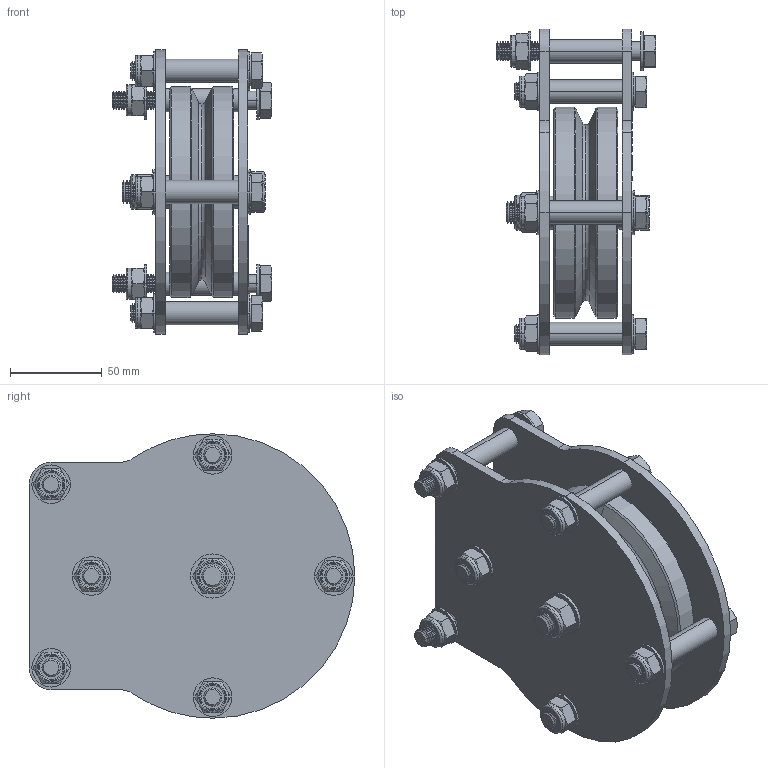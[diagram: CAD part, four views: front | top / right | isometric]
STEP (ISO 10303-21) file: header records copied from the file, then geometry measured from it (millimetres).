
FILE_DESCRIPTION (( 'STEP AP203' ), '1' );
FILE_NAME ('T42901.STEP', '2018-07-26T09:50:19', ( '' ), ( '' ), 'SwSTEP 2.0', 'SolidWorks 2016', '' );
FILE_SCHEMA (( 'CONFIG_CONTROL_DESIGN' ));
Length unit declared in the file: millimetre
Products named in the file (19): S2610; B Washer_Bright washer BS 4320 - M10 (Form B); T42901; B Washer_Bright washer BS 4320 - M12 (Form B); Hex Bolt_ISO 4016 - M10 x 80 x 26-WS; TH769; S2610-3; S2610-2; PULLEY_LABEL; S2610-4; Hex Bolt_ISO 4016 - M10 x 65 x 26-WS; TH766; SW3dPS-nyloc nut, st stl a2 iso_M12 NYLOC; SW3dPS-nyloc nut, st stl a2 iso_M10 NYLOC; Hex Bolt_ISO 4016 - M12 x 70 x 30-WS; TH801; S2610-1; S1930; S2610-5
Assembly tree (55 placements, depth 3):
  T42901
    TH769
    S2610  x2
      S2610-1
      S2610-2
      S2610-3
      S2610-4
      S2610-5
    S1930  x2
    TH766  x2
    TH801  x6
    PULLEY_LABEL
    B Washer_Bright washer BS 4320 - M10 (Form B)  x12
    SW3dPS-nyloc nut, st stl a2 iso_M10 NYLOC  x6
    Hex Bolt_ISO 4016 - M10 x 80 x 26-WS  x2
    Hex Bolt_ISO 4016 - M10 x 65 x 26-WS  x4
    B Washer_Bright washer BS 4320 - M12 (Form B)  x2
    SW3dPS-nyloc nut, st stl a2 iso_M12 NYLOC
    Hex Bolt_ISO 4016 - M12 x 70 x 30-WS
Bounding box: 86.85 x 177.5 x 155 mm (x, y, z)
Volume: 629863.7 mm3; surface area: 218323.4 mm2
Topology: 66 solids, 66 shells, 2772 faces, 7082 edges, 4540 vertices
Faces by surface type: plane 1169, cone 672, cylinder 532, bspline 287, torus 76, sphere 36
Entity records: 72583 total; most frequent: CARTESIAN_POINT 24841, ORIENTED_EDGE 9736, DIRECTION 8422, EDGE_CURVE 4868, LINE 3264, VECTOR 3264, VERTEX_POINT 3166, AXIS2_PLACEMENT_3D 2579
